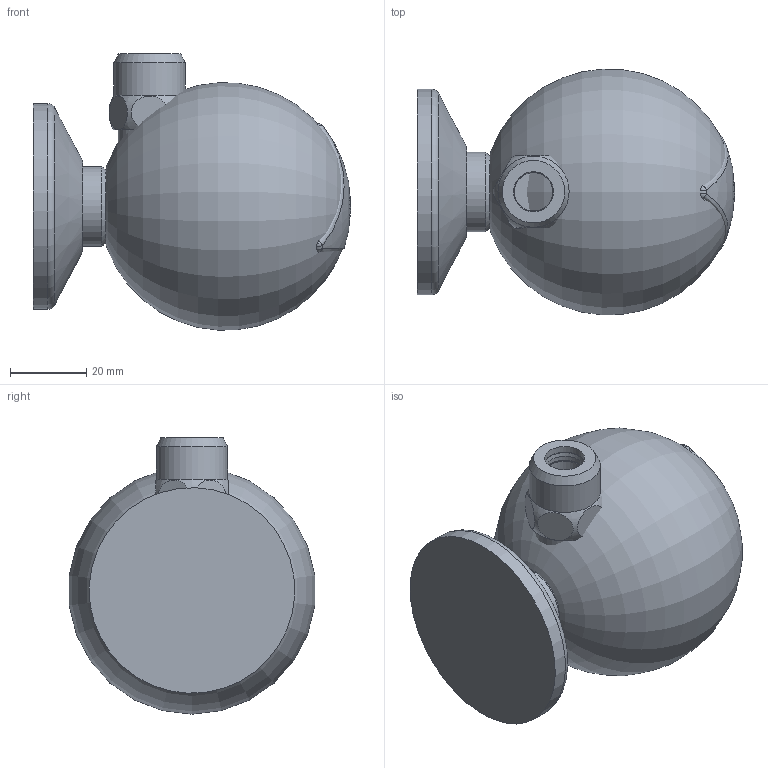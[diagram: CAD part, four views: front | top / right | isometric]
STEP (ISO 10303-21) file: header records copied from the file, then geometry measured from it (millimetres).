
FILE_DESCRIPTION(/* description */ ('Unknown'),/* implementation_level */ '2;1');
FILE_NAME(/* name */ '22939000_d',/* time_stamp */ '2022-09-08T16:24:49+02:00',/* author */ ('Unknown'),/* organization */ ('GROHE AG'),/* preprocessor_version */ 'ST-DEVELOPER v16.7',/* originating_system */ 'DEX',/* authorisation */ $);
FILE_SCHEMA (('AUTOMOTIVE_DESIGN {1 0 10303 214 3 1 1}'));
Length unit declared in the file: millimetre
Products named in the file (9): 22939000_d; id11; 402640000_Fertigteil-DWG; 480320600_Griff_DWG; 624020600_Rosette; 684220000_Schlauchring; 686080000_Klemmring; 733040000_Konushuelse; 747750000_Konus-Mutter
Assembly tree (8 placements, depth 2):
  22939000_d
    id11
    402640000_Fertigteil-DWG
    480320600_Griff_DWG
    624020600_Rosette
    684220000_Schlauchring
    686080000_Klemmring
    733040000_Konushuelse
    747750000_Konus-Mutter
Bounding box: 83.3 x 64.52 x 72.59 mm (x, y, z)
Surface area: 31416.8 mm2 (no closed solid volume)
Topology: 0 solids, 10 shells, 102 faces, 272 edges, 176 vertices
Faces by surface type: cylinder 36, plane 20, torus 17, bspline 16, cone 7, sphere 6
Full cylindrical faces by diameter (mm): 10.1 x1, 10.2 x1, 10.5 x1, 13.5 x1, 14 x1, 16.4 x1, 18.7 x1, 18.9 x1, 21 x2, 21.6 x1, 54 x1
Entity records: 4436 total; most frequent: CARTESIAN_POINT 2009, DIRECTION 460, ORIENTED_EDGE 391, EDGE_CURVE 223, AXIS2_PLACEMENT_3D 215, VERTEX_POINT 157, FACE_BOUND 140, EDGE_LOOP 139
